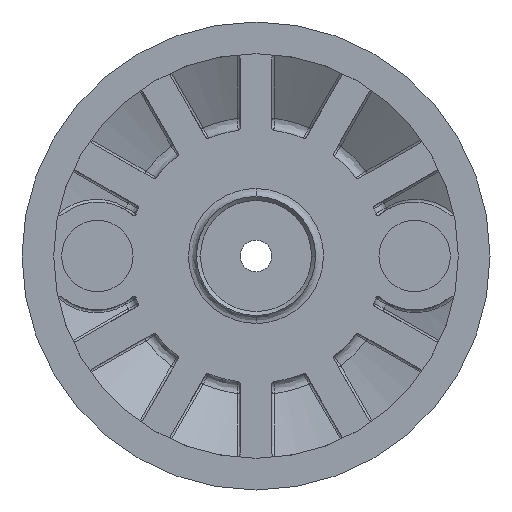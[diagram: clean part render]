
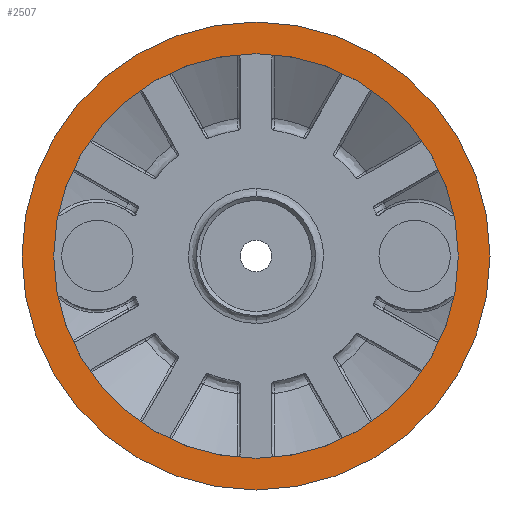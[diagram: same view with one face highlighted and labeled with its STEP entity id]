
A CAD part, front view. The second image highlights one B-rep face of the part: STEP entity #2507.
In plain terms, the highlighted planar face has unit normal (0, -1, 0).
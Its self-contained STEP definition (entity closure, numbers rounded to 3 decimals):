
#219 = AXIS2_PLACEMENT_3D ( 'NONE', #8013, #4302, #5527 ) ;
#517 = EDGE_CURVE ( 'NONE', #6979, #2692, #4282, .T. ) ;
#884 = DIRECTION ( 'NONE',  ( 1., 0., 0. ) ) ;
#1365 = CARTESIAN_POINT ( 'NONE',  ( 0., 0., 0. ) ) ;
#1463 = ORIENTED_EDGE ( 'NONE', *, *, #3130, .F. ) ;
#1539 = CARTESIAN_POINT ( 'NONE',  ( -25.5, 0., 0. ) ) ;
#1571 = PLANE ( 'NONE',  #3262 ) ;
#1598 = DIRECTION ( 'NONE',  ( 0., -1., 0. ) ) ;
#2002 = CIRCLE ( 'NONE', #219, 29.5 ) ;
#2507 = ADVANCED_FACE ( 'NONE', ( #8217, #7616 ), #1571, .T. ) ;
#2630 = DIRECTION ( 'NONE',  ( 1., 0., 0. ) ) ;
#2656 = EDGE_CURVE ( 'NONE', #2692, #6979, #4473, .T. ) ;
#2657 = CARTESIAN_POINT ( 'NONE',  ( -25.5, 0., 0. ) ) ;
#2692 = VERTEX_POINT ( 'NONE', #5891 ) ;
#2710 = EDGE_CURVE ( 'NONE', #6306, #4506, #4077, .T. ) ;
#2728 = CARTESIAN_POINT ( 'NONE',  ( 0., 0., 0. ) ) ;
#3094 = CARTESIAN_POINT ( 'NONE',  ( 0., 0., 0. ) ) ;
#3130 = EDGE_CURVE ( 'NONE', #4506, #6306, #2002, .T. ) ;
#3262 = AXIS2_PLACEMENT_3D ( 'NONE', #1539, #1598, #884 ) ;
#3798 = CARTESIAN_POINT ( 'NONE',  ( -29.5, 0., 0. ) ) ;
#3993 = DIRECTION ( 'NONE',  ( 1., 0., 0. ) ) ;
#3995 = AXIS2_PLACEMENT_3D ( 'NONE', #1365, #7729, #2630 ) ;
#4077 = CIRCLE ( 'NONE', #3995, 29.5 ) ;
#4282 = CIRCLE ( 'NONE', #4697, 25.5 ) ;
#4302 = DIRECTION ( 'NONE',  ( 0., 1., 0. ) ) ;
#4433 = ORIENTED_EDGE ( 'NONE', *, *, #2710, .F. ) ;
#4473 = CIRCLE ( 'NONE', #8219, 25.5 ) ;
#4506 = VERTEX_POINT ( 'NONE', #3798 ) ;
#4599 = DIRECTION ( 'NONE',  ( 0., 1., 0. ) ) ;
#4697 = AXIS2_PLACEMENT_3D ( 'NONE', #2728, #4599, #3993 ) ;
#4994 = ORIENTED_EDGE ( 'NONE', *, *, #2656, .T. ) ;
#5398 = ORIENTED_EDGE ( 'NONE', *, *, #517, .T. ) ;
#5527 = DIRECTION ( 'NONE',  ( 1., 0., 0. ) ) ;
#5891 = CARTESIAN_POINT ( 'NONE',  ( 25.5, 0., 0. ) ) ;
#5985 = EDGE_LOOP ( 'NONE', ( #4994, #5398 ) ) ;
#6306 = VERTEX_POINT ( 'NONE', #7422 ) ;
#6838 = EDGE_LOOP ( 'NONE', ( #4433, #1463 ) ) ;
#6911 = DIRECTION ( 'NONE',  ( 1., 0., 0. ) ) ;
#6969 = DIRECTION ( 'NONE',  ( 0., 1., 0. ) ) ;
#6979 = VERTEX_POINT ( 'NONE', #2657 ) ;
#7422 = CARTESIAN_POINT ( 'NONE',  ( 29.5, 0., 0. ) ) ;
#7616 = FACE_OUTER_BOUND ( 'NONE', #6838, .T. ) ;
#7729 = DIRECTION ( 'NONE',  ( 0., 1., 0. ) ) ;
#8013 = CARTESIAN_POINT ( 'NONE',  ( 0., 0., 0. ) ) ;
#8217 = FACE_BOUND ( 'NONE', #5985, .T. ) ;
#8219 = AXIS2_PLACEMENT_3D ( 'NONE', #3094, #6969, #6911 ) ;
